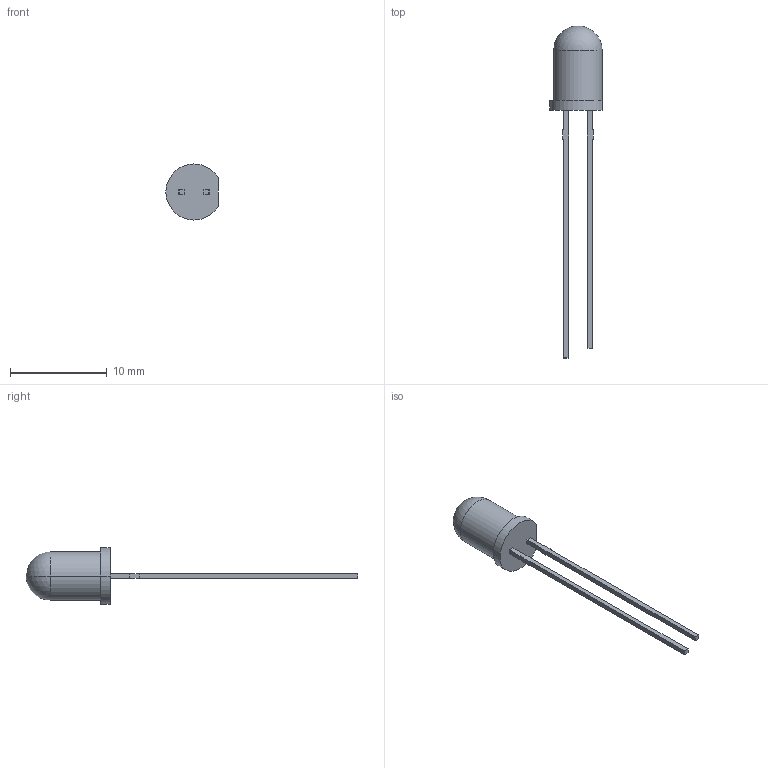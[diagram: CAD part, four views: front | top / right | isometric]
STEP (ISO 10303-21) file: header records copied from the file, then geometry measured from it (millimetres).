
FILE_DESCRIPTION (( 'STEP AP214' ), '1' );
FILE_NAME ('TSAL6200.STEP', '2021-11-18T07:09:07', ( '' ), ( '' ), 'SwSTEP 2.0', 'SolidWorks 2018', '' );
FILE_SCHEMA (( 'AUTOMOTIVE_DESIGN' ));
Length unit declared in the file: millimetre
Products named in the file (2): TSAL6200
Bounding box: 5.4 x 34.3 x 5.8 mm (x, y, z)
Volume: 173.1 mm3; surface area: 271.6 mm2
Topology: 1 solids, 1 shells, 35 faces, 94 edges, 61 vertices
Faces by surface type: plane 29, cylinder 4, sphere 2
Entity records: 1484 total; most frequent: CARTESIAN_POINT 186, ORIENTED_EDGE 180, DIRECTION 174, EDGE_CURVE 90, LINE 80, VECTOR 80, VERTEX_POINT 59, AXIS2_PLACEMENT_3D 47
